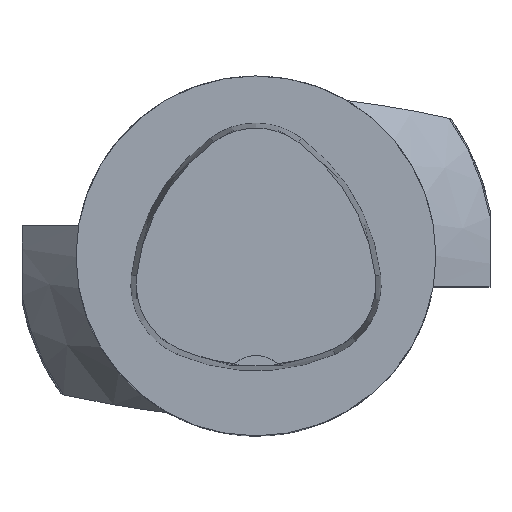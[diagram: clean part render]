
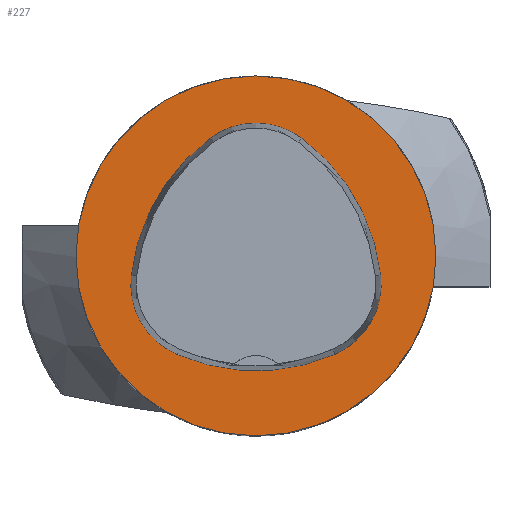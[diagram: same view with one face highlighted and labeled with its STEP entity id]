
A CAD part, top view. The second image highlights one B-rep face of the part: STEP entity #227.
In plain terms, the highlighted planar face has unit normal (0, 0, 1).
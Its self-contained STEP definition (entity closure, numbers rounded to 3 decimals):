
#155=PLANE('',#1426);
#227=ADVANCED_FACE('',(#263,#264),#155,.T.);
#263=FACE_BOUND('',#333,.T.);
#264=FACE_BOUND('',#334,.T.);
#333=EDGE_LOOP('',(#775,#776,#777,#778,#779,#780));
#334=EDGE_LOOP('',(#781));
#435=CIRCLE('',#1342,40.);
#442=CIRCLE('',#1404,44.);
#444=CIRCLE('',#1407,17.);
#446=CIRCLE('',#1410,44.);
#448=CIRCLE('',#1413,17.);
#452=CIRCLE('',#1418,44.);
#454=CIRCLE('',#1421,17.);
#775=ORIENTED_EDGE('',*,*,#1110,.T.);
#776=ORIENTED_EDGE('',*,*,#1090,.T.);
#777=ORIENTED_EDGE('',*,*,#1094,.T.);
#778=ORIENTED_EDGE('',*,*,#1097,.T.);
#779=ORIENTED_EDGE('',*,*,#1100,.T.);
#780=ORIENTED_EDGE('',*,*,#1108,.T.);
#781=ORIENTED_EDGE('',*,*,#959,.F.);
#838=VERTEX_POINT('',#1824);
#925=VERTEX_POINT('',#2417);
#926=VERTEX_POINT('',#2418);
#929=VERTEX_POINT('',#2426);
#931=VERTEX_POINT('',#2432);
#933=VERTEX_POINT('',#2438);
#940=VERTEX_POINT('',#2459);
#959=EDGE_CURVE('',#838,#838,#435,.T.);
#1090=EDGE_CURVE('',#925,#926,#442,.T.);
#1094=EDGE_CURVE('',#926,#929,#444,.T.);
#1097=EDGE_CURVE('',#929,#931,#446,.T.);
#1100=EDGE_CURVE('',#931,#933,#448,.T.);
#1108=EDGE_CURVE('',#933,#940,#452,.T.);
#1110=EDGE_CURVE('',#940,#925,#454,.T.);
#1342=AXIS2_PLACEMENT_3D('',#1823,#1478,#1479);
#1404=AXIS2_PLACEMENT_3D('',#2416,#1670,#1671);
#1407=AXIS2_PLACEMENT_3D('',#2425,#1678,#1679);
#1410=AXIS2_PLACEMENT_3D('',#2431,#1685,#1686);
#1413=AXIS2_PLACEMENT_3D('',#2437,#1692,#1693);
#1418=AXIS2_PLACEMENT_3D('',#2460,#1704,#1705);
#1421=AXIS2_PLACEMENT_3D('',#2463,#1710,#1711);
#1426=AXIS2_PLACEMENT_3D('',#2468,#1720,#1721);
#1478=DIRECTION('',(0.,0.,-1.));
#1479=DIRECTION('',(-1.,0.,0.));
#1670=DIRECTION('',(0.,0.,-1.));
#1671=DIRECTION('',(-1.,0.,0.));
#1678=DIRECTION('',(0.,0.,-1.));
#1679=DIRECTION('',(-1.,0.,0.));
#1685=DIRECTION('',(0.,0.,-1.));
#1686=DIRECTION('',(-1.,0.,0.));
#1692=DIRECTION('',(0.,0.,-1.));
#1693=DIRECTION('',(-1.,0.,0.));
#1704=DIRECTION('',(0.,0.,-1.));
#1705=DIRECTION('',(-1.,0.,0.));
#1710=DIRECTION('',(0.,0.,-1.));
#1711=DIRECTION('',(-1.,0.,0.));
#1720=DIRECTION('',(0.,0.,1.));
#1721=DIRECTION('',(1.,0.,0.));
#1823=CARTESIAN_POINT('',(0.,0.,0.));
#1824=CARTESIAN_POINT('',(-40.,0.,0.));
#2416=CARTESIAN_POINT('',(16.01,-9.224,0.));
#2417=CARTESIAN_POINT('',(-27.722,-4.378,0.));
#2418=CARTESIAN_POINT('',(-10.119,26.178,0.));
#2425=CARTESIAN_POINT('',(-0.023,12.5,0.));
#2426=CARTESIAN_POINT('',(10.049,26.194,0.));
#2431=CARTESIAN_POINT('',(-16.021,-9.25,0.));
#2432=CARTESIAN_POINT('',(27.71,-4.394,0.));
#2437=CARTESIAN_POINT('',(10.814,-6.27,0.));
#2438=CARTESIAN_POINT('',(17.611,-21.852,0.));
#2459=CARTESIAN_POINT('',(-17.652,-21.819,0.));
#2460=CARTESIAN_POINT('',(0.017,18.477,0.));
#2463=CARTESIAN_POINT('',(-10.825,-6.25,0.));
#2468=CARTESIAN_POINT('',(0.,0.,0.));
